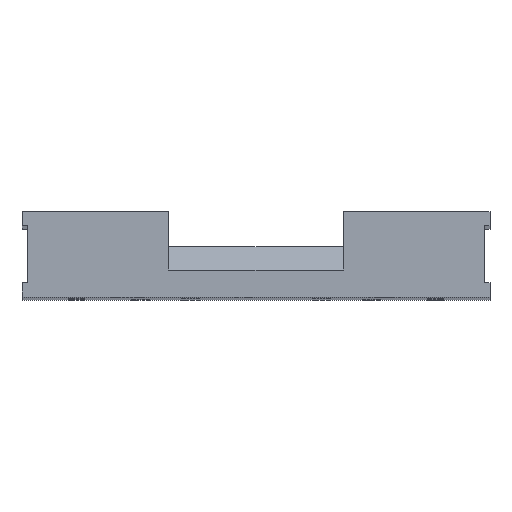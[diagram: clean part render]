
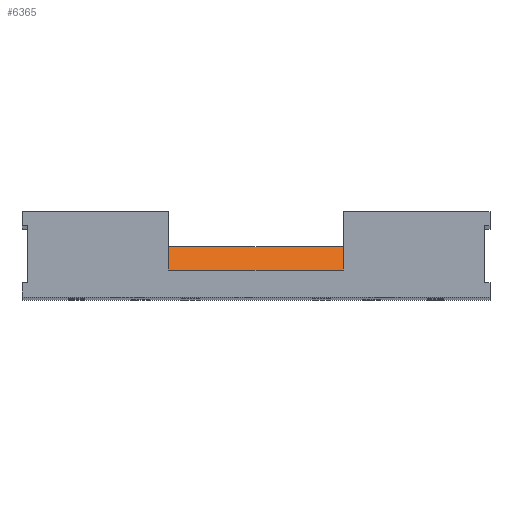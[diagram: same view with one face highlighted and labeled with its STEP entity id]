
A CAD part, top view. The second image highlights one B-rep face of the part: STEP entity #6365.
In plain terms, the highlighted planar face has unit normal (0, 0.766, 0.643).
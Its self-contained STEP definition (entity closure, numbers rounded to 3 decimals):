
#872 = PLANE('',#873);
#873 = AXIS2_PLACEMENT_3D('',#874,#875,#876);
#874 = CARTESIAN_POINT('',(-30.5,-167.,-525.));
#875 = DIRECTION('',(0.,1.,0.));
#876 = DIRECTION('',(1.,0.,0.));
#1384 = PLANE('',#1385);
#1385 = AXIS2_PLACEMENT_3D('',#1386,#1387,#1388);
#1386 = CARTESIAN_POINT('',(30.5,-171.131,68.787));
#1387 = DIRECTION('',(1.,0.,0.));
#1388 = DIRECTION('',(0.,0.,1.));
#1412 = PLANE('',#1413);
#1413 = AXIS2_PLACEMENT_3D('',#1414,#1415,#1416);
#1414 = CARTESIAN_POINT('',(30.5,-175.5,155.));
#1415 = DIRECTION('',(0.,-1.,0.));
#1416 = DIRECTION('',(0.,0.,-1.));
#1440 = PLANE('',#1441);
#1441 = AXIS2_PLACEMENT_3D('',#1442,#1443,#1444);
#1442 = CARTESIAN_POINT('',(-30.5,-171.131,68.787));
#1443 = DIRECTION('',(1.,0.,0.));
#1444 = DIRECTION('',(0.,0.,1.));
#2255 = VERTEX_POINT('',#2256);
#2256 = CARTESIAN_POINT('',(-30.5,-167.,-20.13));
#2478 = EDGE_CURVE('',#2479,#2255,#2481,.T.);
#2479 = VERTEX_POINT('',#2480);
#2480 = CARTESIAN_POINT('',(30.5,-167.,-20.13));
#2481 = SURFACE_CURVE('',#2482,(#2486,#2493),.PCURVE_S1.);
#2482 = LINE('',#2483,#2484);
#2483 = CARTESIAN_POINT('',(30.5,-167.,-20.13));
#2484 = VECTOR('',#2485,1.);
#2485 = DIRECTION('',(-1.,-0.,-0.));
#2486 = PCURVE('',#872,#2487);
#2487 = DEFINITIONAL_REPRESENTATION('',(#2488),#2492);
#2488 = LINE('',#2489,#2490);
#2489 = CARTESIAN_POINT('',(61.,-504.87));
#2490 = VECTOR('',#2491,1.);
#2491 = DIRECTION('',(-1.,0.));
#2492 = ( GEOMETRIC_REPRESENTATION_CONTEXT(2) 
PARAMETRIC_REPRESENTATION_CONTEXT() REPRESENTATION_CONTEXT('2D SPACE',''
  ) );
#2493 = PCURVE('',#2494,#2499);
#2494 = PLANE('',#2495);
#2495 = AXIS2_PLACEMENT_3D('',#2496,#2497,#2498);
#2496 = CARTESIAN_POINT('',(30.5,-175.5,-10.));
#2497 = DIRECTION('',(0.,-0.766,-0.643));
#2498 = DIRECTION('',(0.,0.643,-0.766));
#2499 = DEFINITIONAL_REPRESENTATION('',(#2500),#2504);
#2500 = LINE('',#2501,#2502);
#2501 = CARTESIAN_POINT('',(13.224,0.));
#2502 = VECTOR('',#2503,1.);
#2503 = DIRECTION('',(0.,-1.));
#2504 = ( GEOMETRIC_REPRESENTATION_CONTEXT(2) 
PARAMETRIC_REPRESENTATION_CONTEXT() REPRESENTATION_CONTEXT('2D SPACE',''
  ) );
#5712 = VERTEX_POINT('',#5713);
#5713 = CARTESIAN_POINT('',(-30.5,-175.5,-10.));
#5734 = EDGE_CURVE('',#5712,#2255,#5735,.T.);
#5735 = SURFACE_CURVE('',#5736,(#5740,#5747),.PCURVE_S1.);
#5736 = LINE('',#5737,#5738);
#5737 = CARTESIAN_POINT('',(-30.5,-175.5,-10.));
#5738 = VECTOR('',#5739,1.);
#5739 = DIRECTION('',(0.,0.643,-0.766));
#5740 = PCURVE('',#1440,#5741);
#5741 = DEFINITIONAL_REPRESENTATION('',(#5742),#5746);
#5742 = LINE('',#5743,#5744);
#5743 = CARTESIAN_POINT('',(-78.787,4.369));
#5744 = VECTOR('',#5745,1.);
#5745 = DIRECTION('',(-0.766,-0.643));
#5746 = ( GEOMETRIC_REPRESENTATION_CONTEXT(2) 
PARAMETRIC_REPRESENTATION_CONTEXT() REPRESENTATION_CONTEXT('2D SPACE',''
  ) );
#5747 = PCURVE('',#2494,#5748);
#5748 = DEFINITIONAL_REPRESENTATION('',(#5749),#5753);
#5749 = LINE('',#5750,#5751);
#5750 = CARTESIAN_POINT('',(0.,-61.));
#5751 = VECTOR('',#5752,1.);
#5752 = DIRECTION('',(1.,0.));
#5753 = ( GEOMETRIC_REPRESENTATION_CONTEXT(2) 
PARAMETRIC_REPRESENTATION_CONTEXT() REPRESENTATION_CONTEXT('2D SPACE',''
  ) );
#5762 = EDGE_CURVE('',#5763,#5712,#5765,.T.);
#5763 = VERTEX_POINT('',#5764);
#5764 = CARTESIAN_POINT('',(30.5,-175.5,-10.));
#5765 = SURFACE_CURVE('',#5766,(#5770,#5777),.PCURVE_S1.);
#5766 = LINE('',#5767,#5768);
#5767 = CARTESIAN_POINT('',(30.5,-175.5,-10.));
#5768 = VECTOR('',#5769,1.);
#5769 = DIRECTION('',(-1.,-0.,-0.));
#5770 = PCURVE('',#1412,#5771);
#5771 = DEFINITIONAL_REPRESENTATION('',(#5772),#5776);
#5772 = LINE('',#5773,#5774);
#5773 = CARTESIAN_POINT('',(165.,0.));
#5774 = VECTOR('',#5775,1.);
#5775 = DIRECTION('',(0.,-1.));
#5776 = ( GEOMETRIC_REPRESENTATION_CONTEXT(2) 
PARAMETRIC_REPRESENTATION_CONTEXT() REPRESENTATION_CONTEXT('2D SPACE',''
  ) );
#5777 = PCURVE('',#2494,#5778);
#5778 = DEFINITIONAL_REPRESENTATION('',(#5779),#5783);
#5779 = LINE('',#5780,#5781);
#5780 = CARTESIAN_POINT('',(0.,0.));
#5781 = VECTOR('',#5782,1.);
#5782 = DIRECTION('',(0.,-1.));
#5783 = ( GEOMETRIC_REPRESENTATION_CONTEXT(2) 
PARAMETRIC_REPRESENTATION_CONTEXT() REPRESENTATION_CONTEXT('2D SPACE',''
  ) );
#5863 = EDGE_CURVE('',#5763,#2479,#5864,.T.);
#5864 = SURFACE_CURVE('',#5865,(#5869,#5876),.PCURVE_S1.);
#5865 = LINE('',#5866,#5867);
#5866 = CARTESIAN_POINT('',(30.5,-175.5,-10.));
#5867 = VECTOR('',#5868,1.);
#5868 = DIRECTION('',(0.,0.643,-0.766));
#5869 = PCURVE('',#1384,#5870);
#5870 = DEFINITIONAL_REPRESENTATION('',(#5871),#5875);
#5871 = LINE('',#5872,#5873);
#5872 = CARTESIAN_POINT('',(-78.787,4.369));
#5873 = VECTOR('',#5874,1.);
#5874 = DIRECTION('',(-0.766,-0.643));
#5875 = ( GEOMETRIC_REPRESENTATION_CONTEXT(2) 
PARAMETRIC_REPRESENTATION_CONTEXT() REPRESENTATION_CONTEXT('2D SPACE',''
  ) );
#5876 = PCURVE('',#2494,#5877);
#5877 = DEFINITIONAL_REPRESENTATION('',(#5878),#5882);
#5878 = LINE('',#5879,#5880);
#5879 = CARTESIAN_POINT('',(0.,0.));
#5880 = VECTOR('',#5881,1.);
#5881 = DIRECTION('',(1.,0.));
#5882 = ( GEOMETRIC_REPRESENTATION_CONTEXT(2) 
PARAMETRIC_REPRESENTATION_CONTEXT() REPRESENTATION_CONTEXT('2D SPACE',''
  ) );
#6365 = ADVANCED_FACE('',(#6366),#2494,.F.);
#6366 = FACE_BOUND('',#6367,.F.);
#6367 = EDGE_LOOP('',(#6368,#6369,#6370,#6371));
#6368 = ORIENTED_EDGE('',*,*,#5762,.T.);
#6369 = ORIENTED_EDGE('',*,*,#5734,.T.);
#6370 = ORIENTED_EDGE('',*,*,#2478,.F.);
#6371 = ORIENTED_EDGE('',*,*,#5863,.F.);
